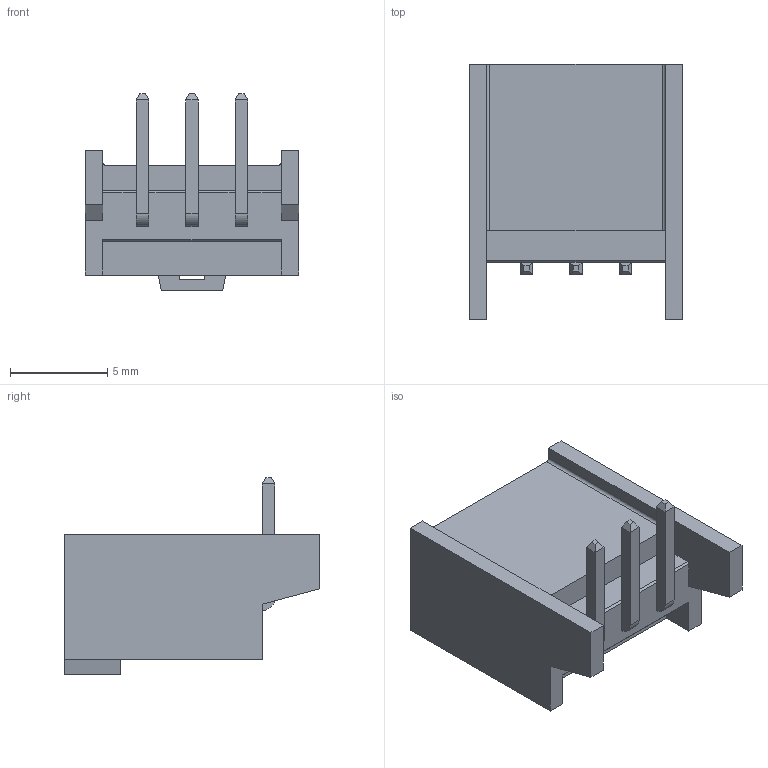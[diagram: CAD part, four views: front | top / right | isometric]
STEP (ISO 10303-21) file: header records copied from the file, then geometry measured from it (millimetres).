
FILE_DESCRIPTION((''),'2;1');
FILE_NAME('901362103','2018-10-31T',('gga'),(''),'PRO/ENGINEER BY PARAMETRIC TECHNOLOGY CORPORATION, 2016010','PRO/ENGINEER BY PARAMETRIC TECHNOLOGY CORPORATION, 2016010','');
FILE_SCHEMA(('CONFIG_CONTROL_DESIGN'));
Length unit declared in the file: millimetre
Products named in the file (1): 901362103
Bounding box: 10.97 x 13.14 x 10.11 mm (x, y, z)
Volume: 367.9 mm3; surface area: 853.8 mm2
Topology: 1 solids, 1 shells, 106 faces, 274 edges, 172 vertices
Faces by surface type: plane 101, cylinder 5
Entity records: 3174 total; most frequent: CARTESIAN_POINT 547, ORIENTED_EDGE 536, DIRECTION 504, EDGE_CURVE 268, VECTOR 258, LINE 258, VERTEX_POINT 166, AXIS2_PLACEMENT_3D 123
